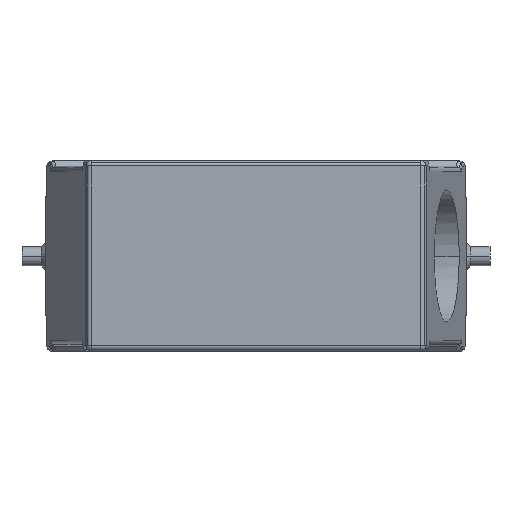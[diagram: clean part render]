
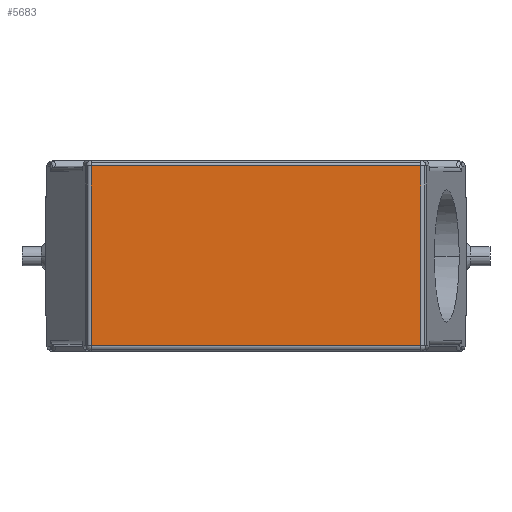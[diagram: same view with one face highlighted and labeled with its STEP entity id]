
A CAD part, top view. The second image highlights one B-rep face of the part: STEP entity #5683.
In plain terms, the highlighted planar face has unit normal (0, 0, 1).
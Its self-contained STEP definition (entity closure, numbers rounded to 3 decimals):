
#1047=CARTESIAN_POINT('',(31.173,17.0,70.5));
#1048=VERTEX_POINT('',#1047);
#1056=CARTESIAN_POINT('',(31.173,-17.0,70.5));
#1057=VERTEX_POINT('',#1056);
#1058=CARTESIAN_POINT('',(31.173,17.0,70.5));
#1059=DIRECTION('',(0.0,-1.0,0.0));
#1060=VECTOR('',#1059,34.0);
#1061=LINE('',#1058,#1060);
#1062=EDGE_CURVE('',#1048,#1057,#1061,.T.);
#4971=CARTESIAN_POINT('',(-31.173,-17.0,70.5));
#4972=VERTEX_POINT('',#4971);
#5039=CARTESIAN_POINT('',(-31.173,17.0,70.5));
#5040=VERTEX_POINT('',#5039);
#5108=CARTESIAN_POINT('',(-31.173,17.0,70.5));
#5109=DIRECTION('',(1.0,0.0,0.0));
#5110=VECTOR('',#5109,62.346);
#5111=LINE('',#5108,#5110);
#5112=EDGE_CURVE('',#5040,#1048,#5111,.T.);
#5167=CARTESIAN_POINT('',(-31.173,-17.0,70.5));
#5168=DIRECTION('',(0.0,1.0,0.0));
#5169=VECTOR('',#5168,34.0);
#5170=LINE('',#5167,#5169);
#5171=EDGE_CURVE('',#4972,#5040,#5170,.T.);
#5196=CARTESIAN_POINT('',(31.173,-17.0,70.5));
#5197=DIRECTION('',(-1.0,0.0,0.0));
#5198=VECTOR('',#5197,62.346);
#5199=LINE('',#5196,#5198);
#5200=EDGE_CURVE('',#1057,#4972,#5199,.T.);
#5672=CARTESIAN_POINT('',(32.0,0.0,70.5));
#5673=DIRECTION('',(0.0,0.0,1.0));
#5674=DIRECTION('',(1.0,0.0,0.0));
#5675=AXIS2_PLACEMENT_3D('',#5672,#5673,#5674);
#5676=PLANE('',#5675);
#5677=ORIENTED_EDGE('',*,*,#5112,.F.);
#5678=ORIENTED_EDGE('',*,*,#5171,.F.);
#5679=ORIENTED_EDGE('',*,*,#5200,.F.);
#5680=ORIENTED_EDGE('',*,*,#1062,.F.);
#5681=EDGE_LOOP('',(#5677,#5678,#5679,#5680));
#5682=FACE_OUTER_BOUND('',#5681,.T.);
#5683=ADVANCED_FACE('',(#5682),#5676,.T.);
